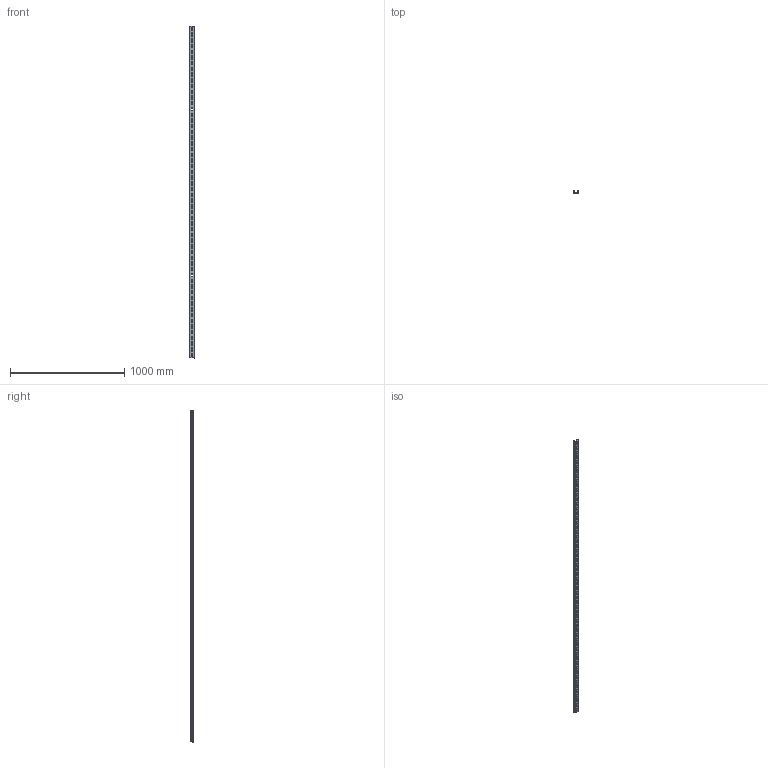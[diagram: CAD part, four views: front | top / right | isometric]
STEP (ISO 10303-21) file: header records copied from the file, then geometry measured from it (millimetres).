
FILE_DESCRIPTION (( 'STEP AP203' ), '1' );
FILE_NAME ('STRUT-镳铘桦黖h21-2900.step', '2022-01-25T09:47:12', ( '' ), ( '' ), 'SwSTEP 2.0', 'SolidWorks 2017', '' );
FILE_SCHEMA (( 'CONFIG_CONTROL_DESIGN' ));
Products named in the file (1): STRUT-镳铘桦黖h21-2900
Bounding box: 41 x 21 x 2900 mm (x, y, z)
Volume: 528947.5 mm3; surface area: 561087.4 mm2
Topology: 1 solids, 1 shells, 1856 faces, 5562 edges, 3708 vertices
Faces by surface type: plane 1734, cylinder 122
Entity records: 61759 total; most frequent: CARTESIAN_POINT 11127, ORIENTED_EDGE 11124, DIRECTION 9520, EDGE_CURVE 5562, LINE 5318, VECTOR 5318, VERTEX_POINT 3708, AXIS2_PLACEMENT_3D 2101
